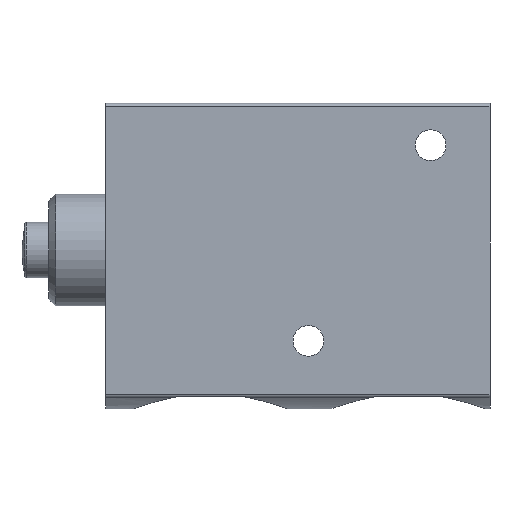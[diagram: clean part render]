
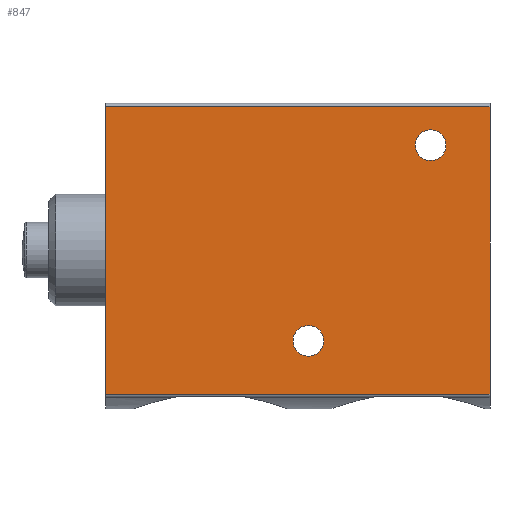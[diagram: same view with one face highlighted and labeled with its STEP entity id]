
A CAD part, left-side view. The second image highlights one B-rep face of the part: STEP entity #847.
In plain terms, the highlighted face is planar.
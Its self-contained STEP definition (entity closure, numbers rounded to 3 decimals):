
#49=PLANE('',#938);
#77=CIRCLE('',#939,2.2);
#78=CIRCLE('',#940,2.2);
#132=LINE('',#1402,#162);
#137=LINE('',#1444,#167);
#144=LINE('',#1471,#174);
#145=LINE('',#1472,#175);
#162=VECTOR('',#1066,1000.);
#167=VECTOR('',#1083,1000.);
#174=VECTOR('',#1112,1000.);
#175=VECTOR('',#1113,1000.);
#239=ORIENTED_EDGE('',*,*,#433,.T.);
#240=ORIENTED_EDGE('',*,*,#434,.T.);
#241=ORIENTED_EDGE('',*,*,#435,.T.);
#242=ORIENTED_EDGE('',*,*,#421,.F.);
#243=ORIENTED_EDGE('',*,*,#436,.F.);
#244=ORIENTED_EDGE('',*,*,#408,.T.);
#408=EDGE_CURVE('',#508,#507,#132,.T.);
#421=EDGE_CURVE('',#517,#514,#137,.T.);
#433=EDGE_CURVE('',#525,#525,#77,.T.);
#434=EDGE_CURVE('',#526,#526,#78,.T.);
#435=EDGE_CURVE('',#507,#514,#144,.T.);
#436=EDGE_CURVE('',#508,#517,#145,.T.);
#507=VERTEX_POINT('',#1401);
#508=VERTEX_POINT('',#1403);
#514=VERTEX_POINT('',#1438);
#517=VERTEX_POINT('',#1443);
#525=VERTEX_POINT('',#1468);
#526=VERTEX_POINT('',#1470);
#601=EDGE_LOOP('',(#239));
#602=EDGE_LOOP('',(#240));
#603=EDGE_LOOP('',(#241,#242,#243,#244));
#709=FACE_BOUND('',#601,.T.);
#710=FACE_BOUND('',#602,.T.);
#711=FACE_BOUND('',#603,.T.);
#847=ADVANCED_FACE('',(#709,#710,#711),#49,.F.);
#938=AXIS2_PLACEMENT_3D('',#1466,#1106,#1107);
#939=AXIS2_PLACEMENT_3D('',#1467,#1108,#1109);
#940=AXIS2_PLACEMENT_3D('',#1469,#1110,#1111);
#1066=DIRECTION('',(0.,-1.,0.));
#1083=DIRECTION('',(0.,-1.,0.));
#1106=DIRECTION('',(0.,0.,1.));
#1107=DIRECTION('',(1.,0.,0.));
#1108=DIRECTION('',(0.,0.,1.));
#1109=DIRECTION('',(1.,0.,0.));
#1110=DIRECTION('',(0.,0.,1.));
#1111=DIRECTION('',(1.,0.,0.));
#1112=DIRECTION('',(-1.,0.,0.));
#1113=DIRECTION('',(-1.,0.,0.));
#1401=CARTESIAN_POINT('',(20.644,0.,-10.));
#1402=CARTESIAN_POINT('',(20.644,55.,-10.));
#1403=CARTESIAN_POINT('',(20.644,55.,-10.));
#1438=CARTESIAN_POINT('',(-20.5,0.,-10.));
#1443=CARTESIAN_POINT('',(-20.5,55.,-10.));
#1444=CARTESIAN_POINT('',(-20.5,55.,-10.));
#1466=CARTESIAN_POINT('',(20.644,55.,-10.));
#1467=CARTESIAN_POINT('',(13.,26.,-10.));
#1468=CARTESIAN_POINT('',(15.2,26.,-10.));
#1469=CARTESIAN_POINT('',(-15.,8.5,-10.));
#1470=CARTESIAN_POINT('',(-12.8,8.5,-10.));
#1471=CARTESIAN_POINT('',(20.644,0.,-10.));
#1472=CARTESIAN_POINT('',(20.644,55.,-10.));
